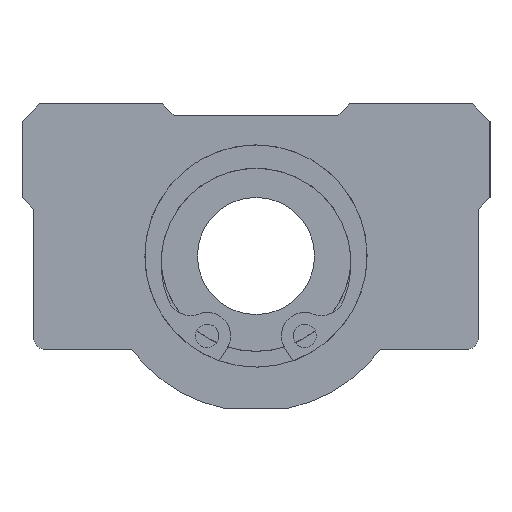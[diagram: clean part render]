
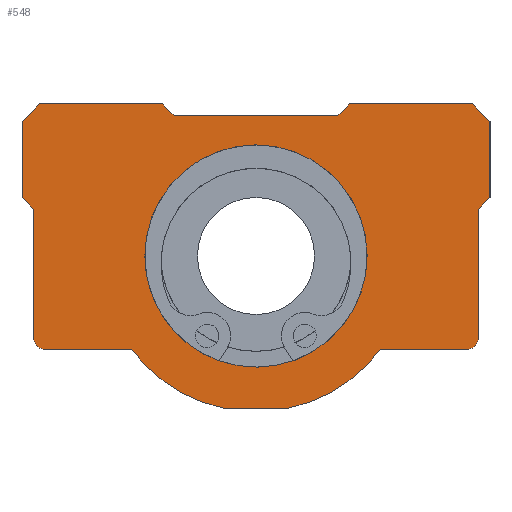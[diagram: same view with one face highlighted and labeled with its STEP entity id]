
A CAD part, left-side view. The second image highlights one B-rep face of the part: STEP entity #548.
In plain terms, the highlighted planar face has unit normal (-1, 0, 0).
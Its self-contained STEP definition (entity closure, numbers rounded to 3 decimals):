
#475=CIRCLE('',#4552,9.5);
#477=CIRCLE('',#4555,1.);
#484=CIRCLE('',#4565,1.);
#485=CIRCLE('',#4567,13.3);
#486=CIRCLE('',#4568,13.3);
#548=ADVANCED_FACE('',(#948,#949),#778,.F.);
#778=PLANE('',#4569);
#948=FACE_BOUND('',#1081,.T.);
#949=FACE_BOUND('',#1082,.T.);
#1081=EDGE_LOOP('',(#2298,#2299,#2300,#2301,#2302,#2303,#2304,#2305,#2306,
#2307,#2308,#2309,#2310,#2311,#2312,#2313,#2314,#2315,#2316,#2317));
#1082=EDGE_LOOP('',(#2318));
#1338=LINE('',#5805,#1632);
#1373=LINE('',#6267,#1667);
#1424=LINE('',#6699,#1718);
#1439=LINE('',#6744,#1733);
#1440=LINE('',#6748,#1734);
#1441=LINE('',#6749,#1735);
#1442=LINE('',#6751,#1736);
#1443=LINE('',#6753,#1737);
#1444=LINE('',#6755,#1738);
#1445=LINE('',#6757,#1739);
#1446=LINE('',#6759,#1740);
#1447=LINE('',#6761,#1741);
#1448=LINE('',#6763,#1742);
#1449=LINE('',#6765,#1743);
#1450=LINE('',#6767,#1744);
#1451=LINE('',#6769,#1745);
#1632=VECTOR('',#4750,1.);
#1667=VECTOR('',#4787,1.);
#1718=VECTOR('',#5054,1.);
#1733=VECTOR('',#5091,1.);
#1734=VECTOR('',#5094,1.);
#1735=VECTOR('',#5095,1.);
#1736=VECTOR('',#5096,1.);
#1737=VECTOR('',#5097,1.);
#1738=VECTOR('',#5098,1.);
#1739=VECTOR('',#5099,1.);
#1740=VECTOR('',#5100,1.);
#1741=VECTOR('',#5101,1.);
#1742=VECTOR('',#5102,1.);
#1743=VECTOR('',#5103,1.);
#1744=VECTOR('',#5104,1.);
#1745=VECTOR('',#5105,1.);
#2298=ORIENTED_EDGE('',*,*,#3801,.F.);
#2299=ORIENTED_EDGE('',*,*,#3804,.F.);
#2300=ORIENTED_EDGE('',*,*,#3826,.F.);
#2301=ORIENTED_EDGE('',*,*,#3827,.F.);
#2302=ORIENTED_EDGE('',*,*,#3828,.F.);
#2303=ORIENTED_EDGE('',*,*,#3829,.F.);
#2304=ORIENTED_EDGE('',*,*,#3824,.F.);
#2305=ORIENTED_EDGE('',*,*,#3604,.F.);
#2306=ORIENTED_EDGE('',*,*,#3830,.F.);
#2307=ORIENTED_EDGE('',*,*,#3831,.F.);
#2308=ORIENTED_EDGE('',*,*,#3832,.F.);
#2309=ORIENTED_EDGE('',*,*,#3833,.F.);
#2310=ORIENTED_EDGE('',*,*,#3834,.F.);
#2311=ORIENTED_EDGE('',*,*,#3835,.F.);
#2312=ORIENTED_EDGE('',*,*,#3836,.F.);
#2313=ORIENTED_EDGE('',*,*,#3837,.F.);
#2314=ORIENTED_EDGE('',*,*,#3838,.F.);
#2315=ORIENTED_EDGE('',*,*,#3839,.F.);
#2316=ORIENTED_EDGE('',*,*,#3840,.F.);
#2317=ORIENTED_EDGE('',*,*,#3668,.F.);
#2318=ORIENTED_EDGE('',*,*,#3798,.T.);
#3200=VERTEX_POINT('',#5800);
#3202=VERTEX_POINT('',#5804);
#3265=VERTEX_POINT('',#6265);
#3267=VERTEX_POINT('',#6268);
#3361=VERTEX_POINT('',#6687);
#3363=VERTEX_POINT('',#6692);
#3365=VERTEX_POINT('',#6698);
#3383=VERTEX_POINT('',#6739);
#3384=VERTEX_POINT('',#6743);
#3385=VERTEX_POINT('',#6745);
#3386=VERTEX_POINT('',#6747);
#3387=VERTEX_POINT('',#6750);
#3388=VERTEX_POINT('',#6752);
#3389=VERTEX_POINT('',#6754);
#3390=VERTEX_POINT('',#6756);
#3391=VERTEX_POINT('',#6758);
#3392=VERTEX_POINT('',#6760);
#3393=VERTEX_POINT('',#6762);
#3394=VERTEX_POINT('',#6764);
#3395=VERTEX_POINT('',#6766);
#3396=VERTEX_POINT('',#6768);
#3604=EDGE_CURVE('',#3202,#3200,#1338,.T.);
#3668=EDGE_CURVE('',#3265,#3267,#1373,.T.);
#3798=EDGE_CURVE('',#3361,#3361,#475,.T.);
#3801=EDGE_CURVE('',#3363,#3265,#477,.T.);
#3804=EDGE_CURVE('',#3365,#3363,#1424,.T.);
#3824=EDGE_CURVE('',#3200,#3383,#484,.T.);
#3826=EDGE_CURVE('',#3384,#3365,#485,.T.);
#3827=EDGE_CURVE('',#3385,#3384,#1439,.T.);
#3828=EDGE_CURVE('',#3386,#3385,#486,.T.);
#3829=EDGE_CURVE('',#3383,#3386,#1440,.T.);
#3830=EDGE_CURVE('',#3387,#3202,#1441,.T.);
#3831=EDGE_CURVE('',#3388,#3387,#1442,.T.);
#3832=EDGE_CURVE('',#3389,#3388,#1443,.T.);
#3833=EDGE_CURVE('',#3390,#3389,#1444,.T.);
#3834=EDGE_CURVE('',#3391,#3390,#1445,.T.);
#3835=EDGE_CURVE('',#3392,#3391,#1446,.T.);
#3836=EDGE_CURVE('',#3393,#3392,#1447,.T.);
#3837=EDGE_CURVE('',#3394,#3393,#1448,.T.);
#3838=EDGE_CURVE('',#3395,#3394,#1449,.T.);
#3839=EDGE_CURVE('',#3396,#3395,#1450,.T.);
#3840=EDGE_CURVE('',#3267,#3396,#1451,.T.);
#4552=AXIS2_PLACEMENT_3D('',#6686,#5041,#5042);
#4555=AXIS2_PLACEMENT_3D('',#6693,#5048,#5049);
#4565=AXIS2_PLACEMENT_3D('',#6738,#5084,#5085);
#4567=AXIS2_PLACEMENT_3D('',#6742,#5089,#5090);
#4568=AXIS2_PLACEMENT_3D('',#6746,#5092,#5093);
#4569=AXIS2_PLACEMENT_3D('',#6770,#5106,#5107);
#4750=DIRECTION('',(0.,0.,-1.));
#4787=DIRECTION('',(0.,0.,1.));
#5041=DIRECTION('',(1.,0.,0.));
#5042=DIRECTION('',(0.,-1.,0.));
#5048=DIRECTION('',(1.,0.,0.));
#5049=DIRECTION('',(0.,0.707,-0.707));
#5054=DIRECTION('',(0.,1.,0.));
#5084=DIRECTION('',(1.,0.,0.));
#5085=DIRECTION('',(0.,-0.707,-0.707));
#5089=DIRECTION('',(1.,0.,0.));
#5090=DIRECTION('',(0.,0.211,-0.977));
#5091=DIRECTION('',(0.,1.,0.));
#5092=DIRECTION('',(1.,0.,0.));
#5093=DIRECTION('',(0.,0.211,-0.977));
#5094=DIRECTION('',(0.,1.,0.));
#5095=DIRECTION('',(0.,0.707,-0.707));
#5096=DIRECTION('',(0.,0.,-1.));
#5097=DIRECTION('',(0.,-0.707,-0.707));
#5098=DIRECTION('',(0.,-1.,0.));
#5099=DIRECTION('',(0.,-0.707,0.707));
#5100=DIRECTION('',(0.,-1.,0.));
#5101=DIRECTION('',(0.,-0.707,-0.707));
#5102=DIRECTION('',(0.,-1.,0.));
#5103=DIRECTION('',(0.,-0.707,0.707));
#5104=DIRECTION('',(0.,0.,1.));
#5105=DIRECTION('',(0.,0.707,0.707));
#5106=DIRECTION('',(1.,0.,0.));
#5107=DIRECTION('',(0.,0.,-1.));
#5800=CARTESIAN_POINT('',(0.,-19.,-7.));
#5804=CARTESIAN_POINT('',(0.,-19.,4.));
#5805=CARTESIAN_POINT('',(0.,-19.,4.));
#6265=CARTESIAN_POINT('',(0.,19.,-7.));
#6267=CARTESIAN_POINT('',(0.,19.,-7.5));
#6268=CARTESIAN_POINT('',(0.,19.,4.));
#6686=CARTESIAN_POINT('',(0.,0.,0.));
#6687=CARTESIAN_POINT('',(0.,9.5,0.));
#6692=CARTESIAN_POINT('',(0.,18.,-8.));
#6693=CARTESIAN_POINT('',(0.,18.,-7.));
#6698=CARTESIAN_POINT('',(0.,10.625,-8.));
#6699=CARTESIAN_POINT('',(0.,10.229,-8.));
#6738=CARTESIAN_POINT('',(0.,-18.,-7.));
#6739=CARTESIAN_POINT('',(0.,-18.,-8.));
#6742=CARTESIAN_POINT('',(0.,0.,0.));
#6743=CARTESIAN_POINT('',(0.,2.809,-13.));
#6744=CARTESIAN_POINT('',(0.,-2.809,-13.));
#6745=CARTESIAN_POINT('',(0.,-2.809,-13.));
#6746=CARTESIAN_POINT('',(0.,0.,0.));
#6747=CARTESIAN_POINT('',(0.,-10.625,-8.));
#6748=CARTESIAN_POINT('',(0.,-18.,-8.));
#6749=CARTESIAN_POINT('',(0.,-20.,5.));
#6750=CARTESIAN_POINT('',(0.,-20.,5.));
#6751=CARTESIAN_POINT('',(0.,-20.,11.5));
#6752=CARTESIAN_POINT('',(0.,-20.,11.5));
#6753=CARTESIAN_POINT('',(0.,-18.5,13.));
#6754=CARTESIAN_POINT('',(0.,-18.5,13.));
#6755=CARTESIAN_POINT('',(0.,-8.,13.));
#6756=CARTESIAN_POINT('',(0.,-8.,13.));
#6757=CARTESIAN_POINT('',(0.,-7.,12.));
#6758=CARTESIAN_POINT('',(0.,-7.,12.));
#6759=CARTESIAN_POINT('',(0.,7.,12.));
#6760=CARTESIAN_POINT('',(0.,7.,12.));
#6761=CARTESIAN_POINT('',(0.,8.,13.));
#6762=CARTESIAN_POINT('',(0.,8.,13.));
#6763=CARTESIAN_POINT('',(0.,18.5,13.));
#6764=CARTESIAN_POINT('',(0.,18.5,13.));
#6765=CARTESIAN_POINT('',(0.,20.,11.5));
#6766=CARTESIAN_POINT('',(0.,20.,11.5));
#6767=CARTESIAN_POINT('',(0.,20.,5.));
#6768=CARTESIAN_POINT('',(0.,20.,5.));
#6769=CARTESIAN_POINT('',(0.,19.,4.));
#6770=CARTESIAN_POINT('',(0.,0.,1.154));
